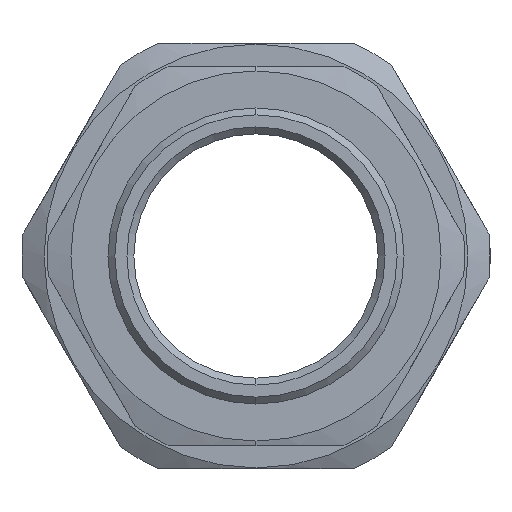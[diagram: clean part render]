
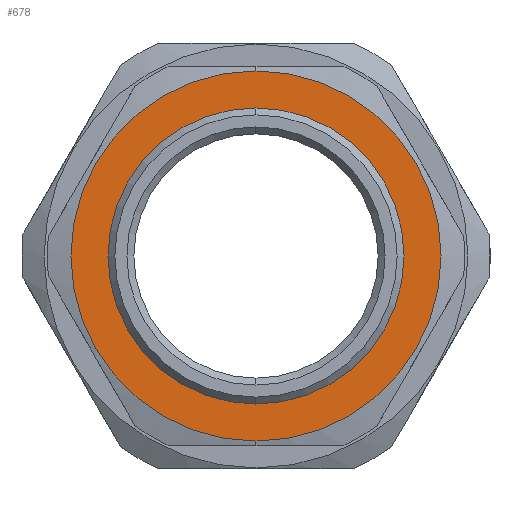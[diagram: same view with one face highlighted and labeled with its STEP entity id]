
A CAD part, left-side view. The second image highlights one B-rep face of the part: STEP entity #678.
In plain terms, the highlighted planar face has unit normal (-1, 0, 0).
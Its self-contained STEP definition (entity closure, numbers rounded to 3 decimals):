
#39 = CARTESIAN_POINT ( 'NONE',  ( 10.3, 0., 20. ) ) ;
#64 = EDGE_CURVE ( 'NONE', #2525, #1294, #542, .T. ) ;
#472 = DIRECTION ( 'NONE',  ( 0., 0., -1. ) ) ;
#504 = DIRECTION ( 'NONE',  ( 0., 0., -1. ) ) ;
#542 = CIRCLE ( 'NONE', #3498, 16. ) ;
#558 = CARTESIAN_POINT ( 'NONE',  ( 10.3, 16., 0. ) ) ;
#658 = FACE_OUTER_BOUND ( 'NONE', #2558, .T. ) ;
#678 = ADVANCED_FACE ( 'NONE', ( #658, #4548 ), #1598, .F. ) ;
#839 = ORIENTED_EDGE ( 'NONE', *, *, #3259, .F. ) ;
#1005 = CARTESIAN_POINT ( 'NONE',  ( 10.3, 0., 0. ) ) ;
#1011 = DIRECTION ( 'NONE',  ( 1., 0., 0. ) ) ;
#1067 = EDGE_CURVE ( 'NONE', #1294, #2525, #1333, .T. ) ;
#1207 = CIRCLE ( 'NONE', #2285, 20. ) ;
#1294 = VERTEX_POINT ( 'NONE', #1330 ) ;
#1330 = CARTESIAN_POINT ( 'NONE',  ( 10.3, 0., 16. ) ) ;
#1333 = CIRCLE ( 'NONE', #3316, 16. ) ;
#1443 = AXIS2_PLACEMENT_3D ( 'NONE', #1886, #2917, #2224 ) ;
#1518 = VERTEX_POINT ( 'NONE', #2934 ) ;
#1598 = PLANE ( 'NONE',  #1696 ) ;
#1696 = AXIS2_PLACEMENT_3D ( 'NONE', #558, #2306, #504 ) ;
#1786 = CARTESIAN_POINT ( 'NONE',  ( 10.3, 0., 0. ) ) ;
#1886 = CARTESIAN_POINT ( 'NONE',  ( 10.3, 0., 0. ) ) ;
#2021 = DIRECTION ( 'NONE',  ( 1., 0., 0. ) ) ;
#2064 = EDGE_CURVE ( 'NONE', #4218, #1518, #3424, .T. ) ;
#2224 = DIRECTION ( 'NONE',  ( 0., 0., -1. ) ) ;
#2285 = AXIS2_PLACEMENT_3D ( 'NONE', #1005, #2021, #3485 ) ;
#2306 = DIRECTION ( 'NONE',  ( 1., 0., 0. ) ) ;
#2525 = VERTEX_POINT ( 'NONE', #3529 ) ;
#2558 = EDGE_LOOP ( 'NONE', ( #839, #4344 ) ) ;
#2577 = EDGE_LOOP ( 'NONE', ( #3384, #3394 ) ) ;
#2609 = CARTESIAN_POINT ( 'NONE',  ( 10.3, 0., 0. ) ) ;
#2917 = DIRECTION ( 'NONE',  ( 1., 0., 0. ) ) ;
#2934 = CARTESIAN_POINT ( 'NONE',  ( 10.3, 0., -20. ) ) ;
#2966 = DIRECTION ( 'NONE',  ( 1., 0., 0. ) ) ;
#3259 = EDGE_CURVE ( 'NONE', #1518, #4218, #1207, .T. ) ;
#3316 = AXIS2_PLACEMENT_3D ( 'NONE', #2609, #2966, #472 ) ;
#3384 = ORIENTED_EDGE ( 'NONE', *, *, #64, .T. ) ;
#3394 = ORIENTED_EDGE ( 'NONE', *, *, #1067, .T. ) ;
#3424 = CIRCLE ( 'NONE', #1443, 20. ) ;
#3485 = DIRECTION ( 'NONE',  ( 0., 0., -1. ) ) ;
#3498 = AXIS2_PLACEMENT_3D ( 'NONE', #1786, #1011, #4199 ) ;
#3529 = CARTESIAN_POINT ( 'NONE',  ( 10.3, 0., -16. ) ) ;
#4199 = DIRECTION ( 'NONE',  ( 0., 0., -1. ) ) ;
#4218 = VERTEX_POINT ( 'NONE', #39 ) ;
#4344 = ORIENTED_EDGE ( 'NONE', *, *, #2064, .F. ) ;
#4548 = FACE_BOUND ( 'NONE', #2577, .T. ) ;
